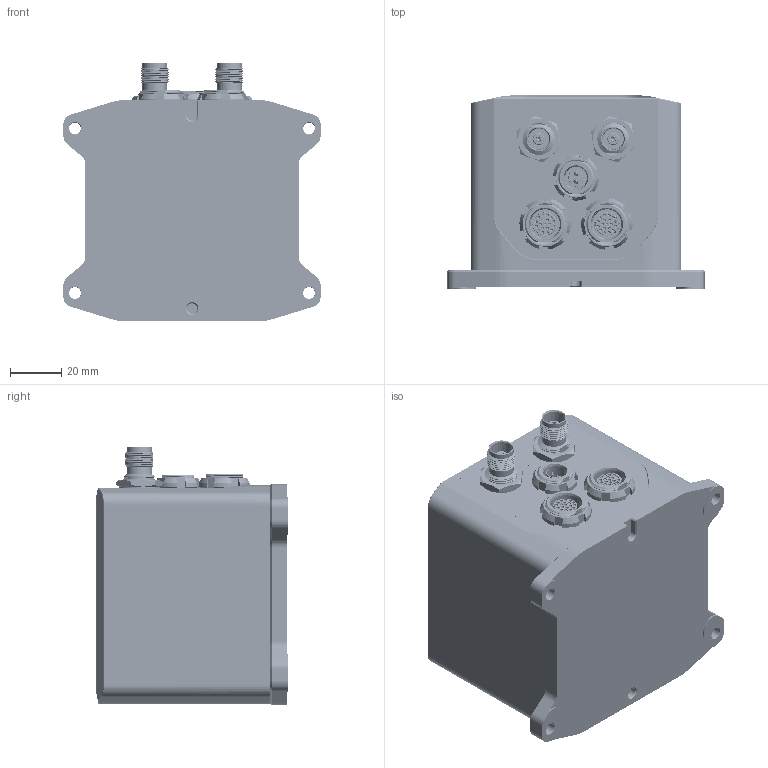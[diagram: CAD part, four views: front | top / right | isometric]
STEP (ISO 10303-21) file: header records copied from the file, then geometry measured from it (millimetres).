
FILE_DESCRIPTION (( 'STEP AP214' ), '1' );
FILE_NAME ('EKINOX-D.STEP', '2013-05-24T07:33:00', ( 'Stéphane' ), ( 'Microsoft' ), 'SwSTEP 2.0', 'SolidWorks 2012', '' );
FILE_SCHEMA (( 'AUTOMOTIVE_DESIGN' ));
Length unit declared in the file: millimetre
Products named in the file (20): Telegartner-J01011B0030; Telegartner-J01011B0030-GKT-1; Telegartner-J01011B0030-SKT; Telegartner-J01011B0030-INS-3; Telegartner-J01011B0030-SUB-1; Telegartner-J01011B0030-INS-4; Telegartner-J01011B0030-CBDY-1; Telegartner-J01011B0030-BH-1; Telegartner-J01011B0030-LWAS-1; Telegartner-J01011B0030-NUT-1; Telegartner-J01011B0030-FER-2; Fischer-AL1731-SLOTTED-NUT-103; Fischer-AL1731-DBPU-103-Z051PB11-12G13; Fischer-AL1731-DBPU-104-A092PB12-12G13; Fischer-AL1731-SLOTTED-NUT-104; Fischer-AL1731-DBPU-104-A092PB11-12G13; EKINOX-LABEL; EKINOX-COVER-D; EKINOX-BASE; EKINOX-D
Assembly tree (21 placements, depth 4):
  EKINOX-D
    EKINOX-BASE
    EKINOX-COVER-D
    EKINOX-LABEL
    Fischer-AL1731-DBPU-104-A092PB11-12G13
    Fischer-AL1731-SLOTTED-NUT-104  x2
    Fischer-AL1731-DBPU-104-A092PB12-12G13
    Fischer-AL1731-DBPU-103-Z051PB11-12G13
    Fischer-AL1731-SLOTTED-NUT-103
    Telegartner-J01011B0030  x2
      Telegartner-J01011B0030-FER-2
      Telegartner-J01011B0030-NUT-1
      Telegartner-J01011B0030-LWAS-1
      Telegartner-J01011B0030-SUB-1
        Telegartner-J01011B0030-BH-1
        Telegartner-J01011B0030-CBDY-1
        Telegartner-J01011B0030-INS-4
      Telegartner-J01011B0030-INS-3
      Telegartner-J01011B0030-SKT
      Telegartner-J01011B0030-GKT-1
Bounding box: 100 x 75 x 100.5 mm (x, y, z)
Volume: 528162.3 mm3; surface area: 85969.2 mm2
Topology: 33 solids, 41 shells, 4633 faces, 13130 edges, 8727 vertices
Faces by surface type: cylinder 1665, plane 1655, bspline 668, cone 591, torus 34, sphere 20
Entity records: 215836 total; most frequent: CARTESIAN_POINT 87303, ORIENTED_EDGE 22938, DIRECTION 15607, EDGE_CURVE 11469, VERTEX_POINT 7712, AXIS2_PLACEMENT_3D 5687, B_SPLINE_CURVE_WITH_KNOTS 4666, EDGE_LOOP 4415
